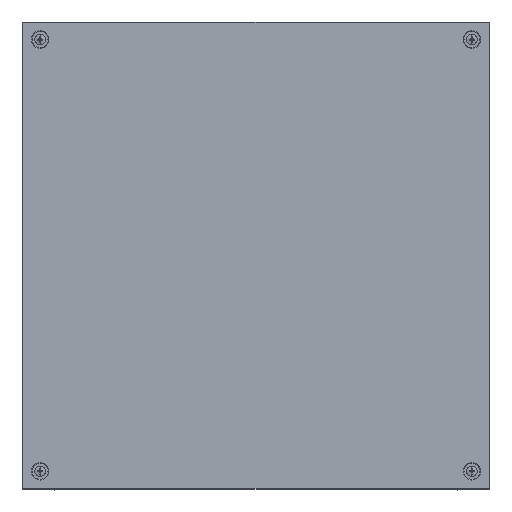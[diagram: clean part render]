
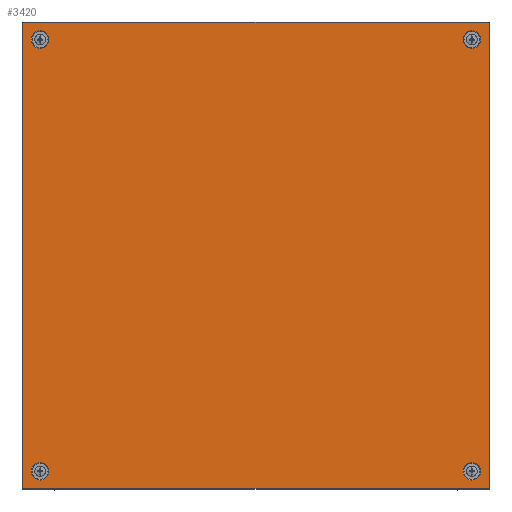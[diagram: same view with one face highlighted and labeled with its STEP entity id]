
A CAD part, top view. The second image highlights one B-rep face of the part: STEP entity #3420.
In plain terms, the highlighted planar face has unit normal (0, 0, 1).
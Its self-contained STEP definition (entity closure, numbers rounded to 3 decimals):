
#388 = VERTEX_POINT ( 'NONE', #11925 ) ;
#765 = FACE_BOUND ( 'NONE', #12235, .T. ) ;
#901 = CARTESIAN_POINT ( 'NONE',  ( 0., 0., 0. ) ) ;
#1152 = CARTESIAN_POINT ( 'NONE',  ( 0., 400., 0. ) ) ;
#1244 = LINE ( 'NONE', #8467, #2771 ) ;
#1450 = CARTESIAN_POINT ( 'NONE',  ( 15., 385., 0. ) ) ;
#2275 = CIRCLE ( 'NONE', #4847, 7.5 ) ;
#2699 = EDGE_CURVE ( 'NONE', #18514, #15075, #4213, .T. ) ;
#2771 = VECTOR ( 'NONE', #22299, 1000. ) ;
#2795 = VERTEX_POINT ( 'NONE', #9131 ) ;
#2935 = DIRECTION ( 'NONE',  ( 0., 0., -1. ) ) ;
#2996 = VERTEX_POINT ( 'NONE', #17736 ) ;
#3063 = CARTESIAN_POINT ( 'NONE',  ( 22.5, 385., 0. ) ) ;
#3122 = DIRECTION ( 'NONE',  ( 0., 0., 1. ) ) ;
#3168 = VERTEX_POINT ( 'NONE', #21503 ) ;
#3420 = ADVANCED_FACE ( 'NONE', ( #765, #14866, #16537, #16299, #21388 ), #7659, .F. ) ;
#3703 = EDGE_CURVE ( 'NONE', #21030, #10050, #16559, .T. ) ;
#3838 = EDGE_LOOP ( 'NONE', ( #5054, #7405 ) ) ;
#4213 = CIRCLE ( 'NONE', #17480, 7.5 ) ;
#4604 = AXIS2_PLACEMENT_3D ( 'NONE', #4830, #6738, #8535 ) ;
#4745 = CARTESIAN_POINT ( 'NONE',  ( 15., 15., 0. ) ) ;
#4830 = CARTESIAN_POINT ( 'NONE',  ( 15., 385., 0. ) ) ;
#4847 = AXIS2_PLACEMENT_3D ( 'NONE', #22243, #9878, #6937 ) ;
#4979 = AXIS2_PLACEMENT_3D ( 'NONE', #16933, #3122, #15159 ) ;
#5054 = ORIENTED_EDGE ( 'NONE', *, *, #14542, .F. ) ;
#5745 = AXIS2_PLACEMENT_3D ( 'NONE', #5991, #2935, #13185 ) ;
#5991 = CARTESIAN_POINT ( 'NONE',  ( 0., 0., 0. ) ) ;
#6088 = ORIENTED_EDGE ( 'NONE', *, *, #20695, .F. ) ;
#6135 = VECTOR ( 'NONE', #18387, 1000. ) ;
#6218 = DIRECTION ( 'NONE',  ( 1., 0., 0. ) ) ;
#6355 = DIRECTION ( 'NONE',  ( 0., 0., 1. ) ) ;
#6388 = CIRCLE ( 'NONE', #14623, 7.5 ) ;
#6670 = CARTESIAN_POINT ( 'NONE',  ( 385., 15., 0. ) ) ;
#6738 = DIRECTION ( 'NONE',  ( 0., 0., 1. ) ) ;
#6937 = DIRECTION ( 'NONE',  ( 1., 0., 0. ) ) ;
#7039 = DIRECTION ( 'NONE',  ( 0., 0., 1. ) ) ;
#7117 = CIRCLE ( 'NONE', #4979, 7.5 ) ;
#7405 = ORIENTED_EDGE ( 'NONE', *, *, #14464, .F. ) ;
#7455 = CIRCLE ( 'NONE', #4604, 7.5 ) ;
#7659 = PLANE ( 'NONE',  #5745 ) ;
#7910 = DIRECTION ( 'NONE',  ( 0., 0., 1. ) ) ;
#8443 = DIRECTION ( 'NONE',  ( 1., 0., 0. ) ) ;
#8467 = CARTESIAN_POINT ( 'NONE',  ( 0., 0., 0. ) ) ;
#8535 = DIRECTION ( 'NONE',  ( 1., 0., 0. ) ) ;
#8555 = DIRECTION ( 'NONE',  ( 1., 0., 0. ) ) ;
#8860 = EDGE_CURVE ( 'NONE', #2795, #14302, #19586, .T. ) ;
#9131 = CARTESIAN_POINT ( 'NONE',  ( 377.5, 15., 0. ) ) ;
#9487 = LINE ( 'NONE', #901, #13123 ) ;
#9631 = AXIS2_PLACEMENT_3D ( 'NONE', #15787, #7039, #13902 ) ;
#9878 = DIRECTION ( 'NONE',  ( 0., 0., 1. ) ) ;
#10050 = VERTEX_POINT ( 'NONE', #14286 ) ;
#10228 = VECTOR ( 'NONE', #18060, 1000. ) ;
#10241 = DIRECTION ( 'NONE',  ( 0., 0., 1. ) ) ;
#11218 = CARTESIAN_POINT ( 'NONE',  ( 400., 0., 0. ) ) ;
#11293 = DIRECTION ( 'NONE',  ( 1., 0., 0. ) ) ;
#11325 = EDGE_CURVE ( 'NONE', #22107, #3168, #2275, .T. ) ;
#11925 = CARTESIAN_POINT ( 'NONE',  ( 377.5, 385., 0. ) ) ;
#12084 = EDGE_LOOP ( 'NONE', ( #20270, #6088 ) ) ;
#12101 = VERTEX_POINT ( 'NONE', #13421 ) ;
#12235 = EDGE_LOOP ( 'NONE', ( #18360, #12939 ) ) ;
#12939 = ORIENTED_EDGE ( 'NONE', *, *, #8860, .F. ) ;
#12956 = EDGE_CURVE ( 'NONE', #17273, #21030, #1244, .T. ) ;
#13024 = CARTESIAN_POINT ( 'NONE',  ( 0., 0., 0. ) ) ;
#13103 = LINE ( 'NONE', #1152, #10228 ) ;
#13123 = VECTOR ( 'NONE', #18372, 1000. ) ;
#13185 = DIRECTION ( 'NONE',  ( -1., 0., 0. ) ) ;
#13421 = CARTESIAN_POINT ( 'NONE',  ( 392.5, 385., 0. ) ) ;
#13486 = ORIENTED_EDGE ( 'NONE', *, *, #17712, .T. ) ;
#13582 = CIRCLE ( 'NONE', #9631, 7.5 ) ;
#13756 = ORIENTED_EDGE ( 'NONE', *, *, #18093, .T. ) ;
#13902 = DIRECTION ( 'NONE',  ( 1., 0., 0. ) ) ;
#14186 = ORIENTED_EDGE ( 'NONE', *, *, #12956, .T. ) ;
#14286 = CARTESIAN_POINT ( 'NONE',  ( 400., 400., 0. ) ) ;
#14302 = VERTEX_POINT ( 'NONE', #14373 ) ;
#14373 = CARTESIAN_POINT ( 'NONE',  ( 392.5, 15., 0. ) ) ;
#14464 = EDGE_CURVE ( 'NONE', #388, #12101, #7117, .T. ) ;
#14470 = EDGE_LOOP ( 'NONE', ( #16580, #13486, #13756, #14186 ) ) ;
#14542 = EDGE_CURVE ( 'NONE', #12101, #388, #13582, .T. ) ;
#14623 = AXIS2_PLACEMENT_3D ( 'NONE', #4745, #10241, #8443 ) ;
#14866 = FACE_BOUND ( 'NONE', #3838, .T. ) ;
#15075 = VERTEX_POINT ( 'NONE', #3063 ) ;
#15159 = DIRECTION ( 'NONE',  ( 1., 0., 0. ) ) ;
#15614 = AXIS2_PLACEMENT_3D ( 'NONE', #16650, #7910, #6218 ) ;
#15787 = CARTESIAN_POINT ( 'NONE',  ( 385., 385., 0. ) ) ;
#16299 = FACE_BOUND ( 'NONE', #12084, .T. ) ;
#16537 = FACE_BOUND ( 'NONE', #19783, .T. ) ;
#16559 = LINE ( 'NONE', #20038, #6135 ) ;
#16580 = ORIENTED_EDGE ( 'NONE', *, *, #3703, .T. ) ;
#16650 = CARTESIAN_POINT ( 'NONE',  ( 385., 15., 0. ) ) ;
#16933 = CARTESIAN_POINT ( 'NONE',  ( 385., 385., 0. ) ) ;
#17273 = VERTEX_POINT ( 'NONE', #13024 ) ;
#17480 = AXIS2_PLACEMENT_3D ( 'NONE', #1450, #20994, #8555 ) ;
#17712 = EDGE_CURVE ( 'NONE', #10050, #2996, #13103, .T. ) ;
#17736 = CARTESIAN_POINT ( 'NONE',  ( 0., 400., 0. ) ) ;
#18060 = DIRECTION ( 'NONE',  ( -1., 0., 0. ) ) ;
#18093 = EDGE_CURVE ( 'NONE', #2996, #17273, #9487, .T. ) ;
#18360 = ORIENTED_EDGE ( 'NONE', *, *, #21488, .F. ) ;
#18372 = DIRECTION ( 'NONE',  ( 0., -1., 0. ) ) ;
#18387 = DIRECTION ( 'NONE',  ( 0., 1., 0. ) ) ;
#18514 = VERTEX_POINT ( 'NONE', #20650 ) ;
#18856 = CARTESIAN_POINT ( 'NONE',  ( 22.5, 15., 0. ) ) ;
#18997 = AXIS2_PLACEMENT_3D ( 'NONE', #6670, #6355, #11293 ) ;
#19361 = CIRCLE ( 'NONE', #18997, 7.5 ) ;
#19586 = CIRCLE ( 'NONE', #15614, 7.5 ) ;
#19783 = EDGE_LOOP ( 'NONE', ( #20979, #21331 ) ) ;
#20038 = CARTESIAN_POINT ( 'NONE',  ( 400., 0., 0. ) ) ;
#20270 = ORIENTED_EDGE ( 'NONE', *, *, #11325, .F. ) ;
#20650 = CARTESIAN_POINT ( 'NONE',  ( 7.5, 385., 0. ) ) ;
#20695 = EDGE_CURVE ( 'NONE', #3168, #22107, #6388, .T. ) ;
#20940 = EDGE_CURVE ( 'NONE', #15075, #18514, #7455, .T. ) ;
#20979 = ORIENTED_EDGE ( 'NONE', *, *, #20940, .F. ) ;
#20994 = DIRECTION ( 'NONE',  ( 0., 0., 1. ) ) ;
#21030 = VERTEX_POINT ( 'NONE', #11218 ) ;
#21331 = ORIENTED_EDGE ( 'NONE', *, *, #2699, .F. ) ;
#21388 = FACE_OUTER_BOUND ( 'NONE', #14470, .T. ) ;
#21488 = EDGE_CURVE ( 'NONE', #14302, #2795, #19361, .T. ) ;
#21503 = CARTESIAN_POINT ( 'NONE',  ( 7.5, 15., 0. ) ) ;
#22107 = VERTEX_POINT ( 'NONE', #18856 ) ;
#22243 = CARTESIAN_POINT ( 'NONE',  ( 15., 15., 0. ) ) ;
#22299 = DIRECTION ( 'NONE',  ( 1., 0., 0. ) ) ;
